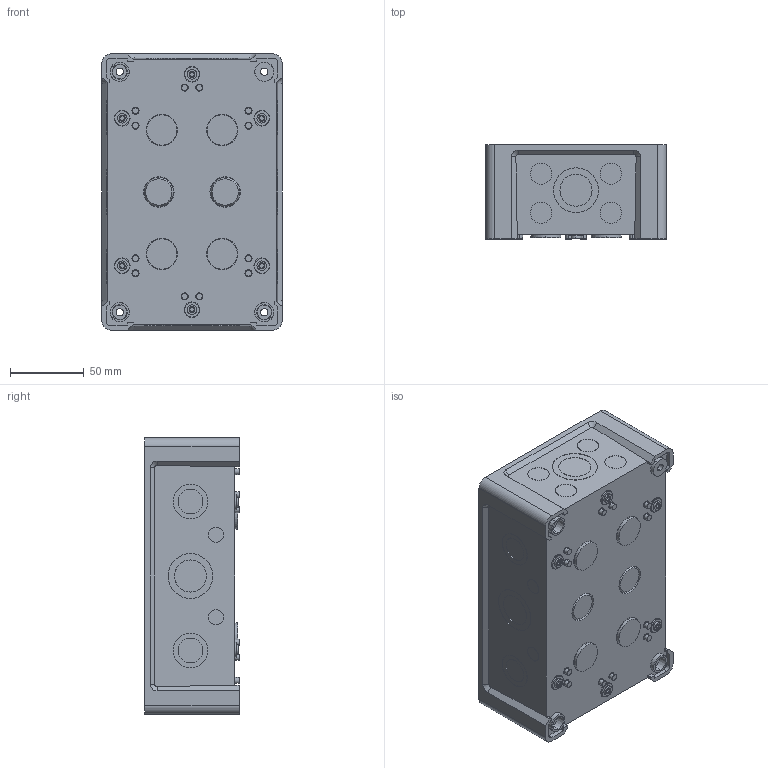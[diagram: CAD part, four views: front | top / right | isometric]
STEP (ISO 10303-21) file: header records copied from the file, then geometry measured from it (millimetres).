
FILE_DESCRIPTION(/* description */ (''),/* implementation_level */ '2;1');
FILE_NAME(/* name */ 'FIBOX TEMPO_1912_Base',/* time_stamp */ '2010-01-20T09:05:39+08:00',/* author */ (''),/* organization */ (''),/* preprocessor_version */ 'ST-DEVELOPER v9',/* originating_system */ 'UGS - NX 4.0',/* authorisation */ '');
FILE_SCHEMA (('CONFIG_CONTROL_DESIGN'));
Length unit declared in the file: millimetre
Products named in the file (1): fxho5329itad
Bounding box: 122.2 x 63.9 x 187.2 mm (x, y, z)
Volume: 215496.1 mm3; surface area: 130719 mm2
Topology: 1 solids, 1 shells, 684 faces, 1618 edges, 1096 vertices
Faces by surface type: plane 306, cone 220, cylinder 158
Full cylindrical faces by diameter (mm): 10.405 x4, 14.405 x4, 16.703 x4, 16.8 x3, 21.703 x3, 23.405 x4, 25.8 x1, 30.405 x3
Entity records: 20128 total; most frequent: CARTESIAN_POINT 3697, DIRECTION 3632, ORIENTED_EDGE 3168, EDGE_CURVE 1584, AXIS2_PLACEMENT_3D 1475, VERTEX_POINT 1092, EDGE_LOOP 882, CIRCLE 706
